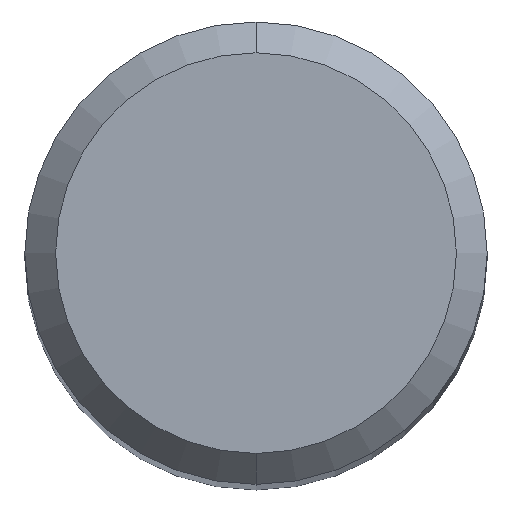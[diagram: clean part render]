
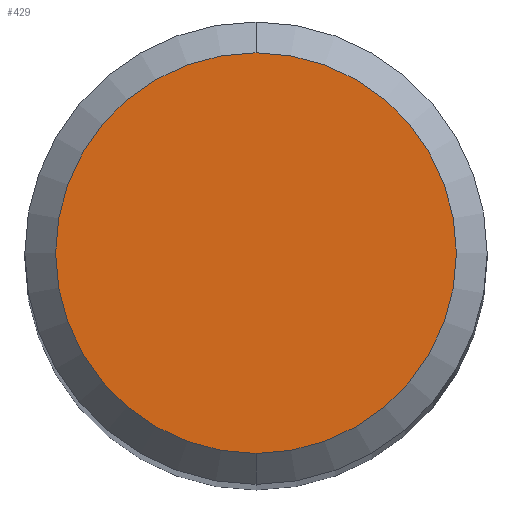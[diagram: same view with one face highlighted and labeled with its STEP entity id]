
A CAD part, top view. The second image highlights one B-rep face of the part: STEP entity #429.
In plain terms, the highlighted planar face has unit normal (0, 0, 1).
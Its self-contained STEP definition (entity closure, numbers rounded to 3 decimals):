
#323=EDGE_CURVE('',#733,#443,#854,.T.);
#429=ADVANCED_FACE('',(#972),#973,.T.);
#443=VERTEX_POINT('',#987);
#723=EDGE_CURVE('',#443,#733,#1289,.T.);
#733=VERTEX_POINT('',#1300);
#854=CIRCLE('',#1668,2.6);
#972=FACE_OUTER_BOUND('',#2177,.T.);
#973=PLANE('',#2178);
#987=CARTESIAN_POINT('',(0.0,2.6,0.0));
#1289=CIRCLE('',#3312,2.6);
#1300=CARTESIAN_POINT('',(0.,-2.6,0.0));
#1668=AXIS2_PLACEMENT_3D('',#3730,#3731,#3732);
#2177=EDGE_LOOP('',(#3882,#3883));
#2178=AXIS2_PLACEMENT_3D('',#3884,#3885,#3886);
#3312=AXIS2_PLACEMENT_3D('',#4222,#4223,#4224);
#3730=CARTESIAN_POINT('',(0.0,0.0,0.0));
#3731=DIRECTION('',(0.0,0.0,-1.0));
#3732=DIRECTION('',(0.0,1.0,0.0));
#3882=ORIENTED_EDGE('',*,*,#723,.F.);
#3883=ORIENTED_EDGE('',*,*,#323,.F.);
#3884=CARTESIAN_POINT('',(0.0,1.3,0.0));
#3885=DIRECTION('',(-0.0,0.0,1.0));
#3886=DIRECTION('',(0.0,-1.0,0.0));
#4222=CARTESIAN_POINT('',(0.0,0.0,0.0));
#4223=DIRECTION('',(0.0,0.0,-1.0));
#4224=DIRECTION('',(0.0,1.0,0.0));
